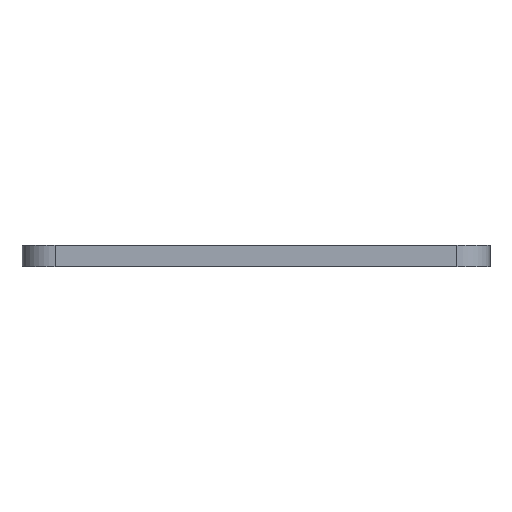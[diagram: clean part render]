
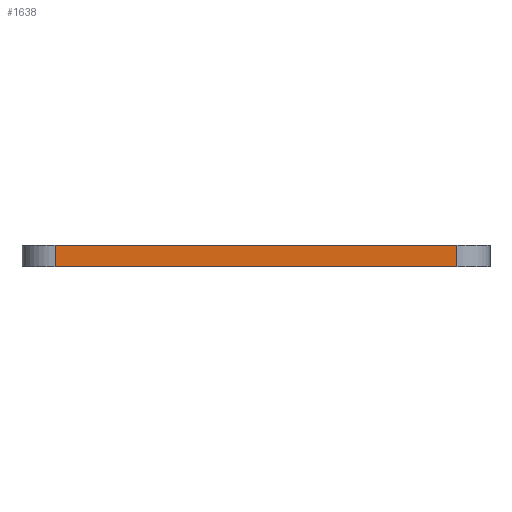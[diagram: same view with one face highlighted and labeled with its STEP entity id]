
A CAD part, front view. The second image highlights one B-rep face of the part: STEP entity #1638.
In plain terms, the highlighted planar face has unit normal (0, -1, 0).
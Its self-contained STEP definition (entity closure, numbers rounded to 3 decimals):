
#83 = PLANE('',#84);
#84 = AXIS2_PLACEMENT_3D('',#85,#86,#87);
#85 = CARTESIAN_POINT('',(17.7,-16.75,1.646));
#86 = DIRECTION('',(0.,0.,1.));
#87 = DIRECTION('',(1.,0.,-0.));
#137 = PLANE('',#138);
#138 = AXIS2_PLACEMENT_3D('',#139,#140,#141);
#139 = CARTESIAN_POINT('',(17.7,-16.75,0.));
#140 = DIRECTION('',(0.,0.,1.));
#141 = DIRECTION('',(1.,0.,-0.));
#334 = VERTEX_POINT('',#335);
#335 = CARTESIAN_POINT('',(2.5,-33.5,0.));
#350 = CYLINDRICAL_SURFACE('',#351,2.5);
#351 = AXIS2_PLACEMENT_3D('',#352,#353,#354);
#352 = CARTESIAN_POINT('',(2.5,-31.,0.));
#353 = DIRECTION('',(-0.,-0.,-1.));
#354 = DIRECTION('',(1.,0.,-0.));
#362 = EDGE_CURVE('',#334,#363,#365,.T.);
#363 = VERTEX_POINT('',#364);
#364 = CARTESIAN_POINT('',(32.9,-33.5,0.));
#365 = SURFACE_CURVE('',#366,(#370,#377),.PCURVE_S1.);
#366 = LINE('',#367,#368);
#367 = CARTESIAN_POINT('',(2.5,-33.5,0.));
#368 = VECTOR('',#369,1.);
#369 = DIRECTION('',(1.,0.,0.));
#370 = PCURVE('',#137,#371);
#371 = DEFINITIONAL_REPRESENTATION('',(#372),#376);
#372 = LINE('',#373,#374);
#373 = CARTESIAN_POINT('',(-15.2,-16.75));
#374 = VECTOR('',#375,1.);
#375 = DIRECTION('',(1.,0.));
#376 = ( GEOMETRIC_REPRESENTATION_CONTEXT(2) 
PARAMETRIC_REPRESENTATION_CONTEXT() REPRESENTATION_CONTEXT('2D SPACE',''
  ) );
#377 = PCURVE('',#378,#383);
#378 = PLANE('',#379);
#379 = AXIS2_PLACEMENT_3D('',#380,#381,#382);
#380 = CARTESIAN_POINT('',(2.5,-33.5,0.));
#381 = DIRECTION('',(0.,1.,0.));
#382 = DIRECTION('',(1.,0.,0.));
#383 = DEFINITIONAL_REPRESENTATION('',(#384),#388);
#384 = LINE('',#385,#386);
#385 = CARTESIAN_POINT('',(0.,0.));
#386 = VECTOR('',#387,1.);
#387 = DIRECTION('',(1.,0.));
#388 = ( GEOMETRIC_REPRESENTATION_CONTEXT(2) 
PARAMETRIC_REPRESENTATION_CONTEXT() REPRESENTATION_CONTEXT('2D SPACE',''
  ) );
#407 = CYLINDRICAL_SURFACE('',#408,2.5);
#408 = AXIS2_PLACEMENT_3D('',#409,#410,#411);
#409 = CARTESIAN_POINT('',(32.9,-31.,0.));
#410 = DIRECTION('',(-0.,-0.,-1.));
#411 = DIRECTION('',(1.,0.,-0.));
#997 = VERTEX_POINT('',#998);
#998 = CARTESIAN_POINT('',(2.5,-33.5,1.646));
#1020 = EDGE_CURVE('',#997,#1021,#1023,.T.);
#1021 = VERTEX_POINT('',#1022);
#1022 = CARTESIAN_POINT('',(32.9,-33.5,1.646));
#1023 = SURFACE_CURVE('',#1024,(#1028,#1035),.PCURVE_S1.);
#1024 = LINE('',#1025,#1026);
#1025 = CARTESIAN_POINT('',(2.5,-33.5,1.646));
#1026 = VECTOR('',#1027,1.);
#1027 = DIRECTION('',(1.,0.,0.));
#1028 = PCURVE('',#83,#1029);
#1029 = DEFINITIONAL_REPRESENTATION('',(#1030),#1034);
#1030 = LINE('',#1031,#1032);
#1031 = CARTESIAN_POINT('',(-15.2,-16.75));
#1032 = VECTOR('',#1033,1.);
#1033 = DIRECTION('',(1.,0.));
#1034 = ( GEOMETRIC_REPRESENTATION_CONTEXT(2) 
PARAMETRIC_REPRESENTATION_CONTEXT() REPRESENTATION_CONTEXT('2D SPACE',''
  ) );
#1035 = PCURVE('',#378,#1036);
#1036 = DEFINITIONAL_REPRESENTATION('',(#1037),#1041);
#1037 = LINE('',#1038,#1039);
#1038 = CARTESIAN_POINT('',(0.,-1.646));
#1039 = VECTOR('',#1040,1.);
#1040 = DIRECTION('',(1.,0.));
#1041 = ( GEOMETRIC_REPRESENTATION_CONTEXT(2) 
PARAMETRIC_REPRESENTATION_CONTEXT() REPRESENTATION_CONTEXT('2D SPACE',''
  ) );
#1588 = EDGE_CURVE('',#363,#1021,#1589,.T.);
#1589 = SURFACE_CURVE('',#1590,(#1594,#1601),.PCURVE_S1.);
#1590 = LINE('',#1591,#1592);
#1591 = CARTESIAN_POINT('',(32.9,-33.5,0.));
#1592 = VECTOR('',#1593,1.);
#1593 = DIRECTION('',(0.,0.,1.));
#1594 = PCURVE('',#407,#1595);
#1595 = DEFINITIONAL_REPRESENTATION('',(#1596),#1600);
#1596 = LINE('',#1597,#1598);
#1597 = CARTESIAN_POINT('',(-4.712,0.));
#1598 = VECTOR('',#1599,1.);
#1599 = DIRECTION('',(-0.,-1.));
#1600 = ( GEOMETRIC_REPRESENTATION_CONTEXT(2) 
PARAMETRIC_REPRESENTATION_CONTEXT() REPRESENTATION_CONTEXT('2D SPACE',''
  ) );
#1601 = PCURVE('',#378,#1602);
#1602 = DEFINITIONAL_REPRESENTATION('',(#1603),#1607);
#1603 = LINE('',#1604,#1605);
#1604 = CARTESIAN_POINT('',(30.4,0.));
#1605 = VECTOR('',#1606,1.);
#1606 = DIRECTION('',(0.,-1.));
#1607 = ( GEOMETRIC_REPRESENTATION_CONTEXT(2) 
PARAMETRIC_REPRESENTATION_CONTEXT() REPRESENTATION_CONTEXT('2D SPACE',''
  ) );
#1617 = EDGE_CURVE('',#334,#997,#1618,.T.);
#1618 = SURFACE_CURVE('',#1619,(#1623,#1630),.PCURVE_S1.);
#1619 = LINE('',#1620,#1621);
#1620 = CARTESIAN_POINT('',(2.5,-33.5,0.));
#1621 = VECTOR('',#1622,1.);
#1622 = DIRECTION('',(0.,0.,1.));
#1623 = PCURVE('',#350,#1624);
#1624 = DEFINITIONAL_REPRESENTATION('',(#1625),#1629);
#1625 = LINE('',#1626,#1627);
#1626 = CARTESIAN_POINT('',(-4.712,0.));
#1627 = VECTOR('',#1628,1.);
#1628 = DIRECTION('',(-0.,-1.));
#1629 = ( GEOMETRIC_REPRESENTATION_CONTEXT(2) 
PARAMETRIC_REPRESENTATION_CONTEXT() REPRESENTATION_CONTEXT('2D SPACE',''
  ) );
#1630 = PCURVE('',#378,#1631);
#1631 = DEFINITIONAL_REPRESENTATION('',(#1632),#1636);
#1632 = LINE('',#1633,#1634);
#1633 = CARTESIAN_POINT('',(0.,0.));
#1634 = VECTOR('',#1635,1.);
#1635 = DIRECTION('',(0.,-1.));
#1636 = ( GEOMETRIC_REPRESENTATION_CONTEXT(2) 
PARAMETRIC_REPRESENTATION_CONTEXT() REPRESENTATION_CONTEXT('2D SPACE',''
  ) );
#1638 = ADVANCED_FACE('',(#1639),#378,.F.);
#1639 = FACE_BOUND('',#1640,.F.);
#1640 = EDGE_LOOP('',(#1641,#1642,#1643,#1644));
#1641 = ORIENTED_EDGE('',*,*,#1617,.T.);
#1642 = ORIENTED_EDGE('',*,*,#1020,.T.);
#1643 = ORIENTED_EDGE('',*,*,#1588,.F.);
#1644 = ORIENTED_EDGE('',*,*,#362,.F.);
